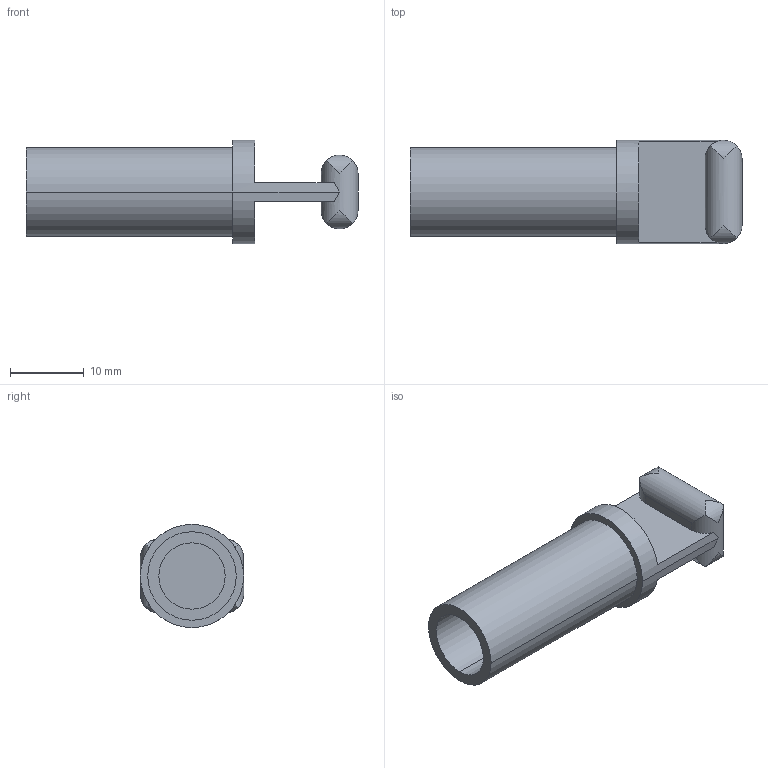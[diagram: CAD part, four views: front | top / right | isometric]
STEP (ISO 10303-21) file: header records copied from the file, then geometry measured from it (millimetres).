
FILE_DESCRIPTION(('STEP AP214'),'1');
FILE_NAME('3126_12_00.stp','2016-07-07T14:15:03',('TraceParts'),('TraceParts S.A.'),'Spatial InterOp 3D',' ',' ');
FILE_SCHEMA(('automotive_design'));
Length unit declared in the file: millimetre
Products named in the file (1): 1
Bounding box: 45 x 14 x 14 mm (x, y, z)
Volume: 2867.2 mm3; surface area: 2861.6 mm2
Topology: 1 solids, 1 shells, 24 faces, 68 edges, 48 vertices
Faces by surface type: cylinder 14, plane 10
Entity records: 867 total; most frequent: CARTESIAN_POINT 185, DIRECTION 154, ORIENTED_EDGE 136, EDGE_CURVE 68, AXIS2_PLACEMENT_3D 65, VERTEX_POINT 48, EDGE_LOOP 26, ADVANCED_FACE 24
